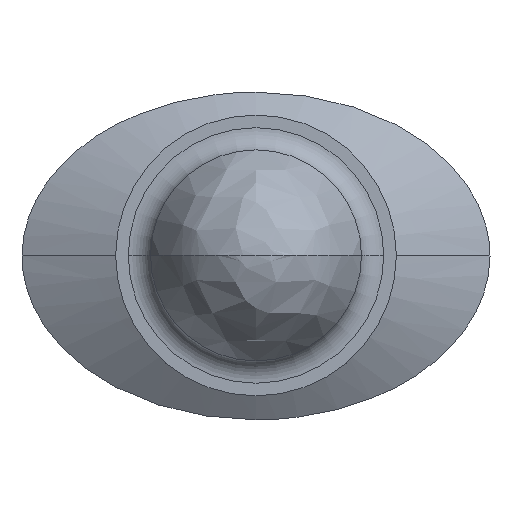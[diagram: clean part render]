
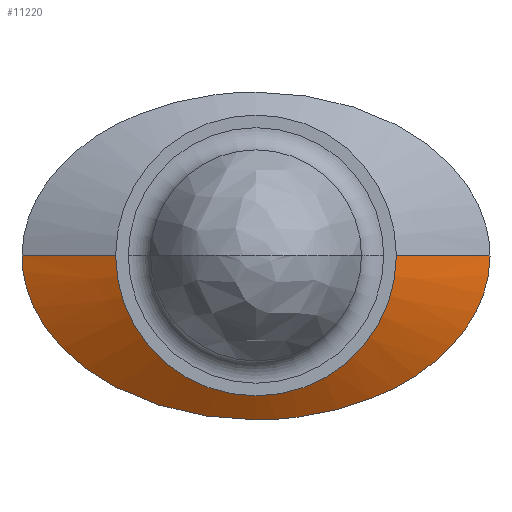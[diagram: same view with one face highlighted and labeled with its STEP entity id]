
A CAD part, top view. The second image highlights one B-rep face of the part: STEP entity #11220.
In plain terms, the highlighted free-form (B-spline) face has degree [3, 3] with [19, 4] control points.
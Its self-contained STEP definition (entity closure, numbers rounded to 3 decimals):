
#780=CARTESIAN_POINT('',(0.,-250.,1400.));
#790=DIRECTION('',(0.,0.914,
0.406));
#800=VECTOR('',#790,1.);
#810=LINE('',#780,#800);
#820=CARTESIAN_POINT('',(0.,-250.,1400.));
#830=VERTEX_POINT('',#820);
#840=CARTESIAN_POINT('',(0.,-25.,1500.));
#850=VERTEX_POINT('',#840);
#860=EDGE_CURVE('',#830,#850,#810,.T.);
#930=CARTESIAN_POINT('',(0.,25.,1500.));
#940=VERTEX_POINT('',#930);
#970=CARTESIAN_POINT('',(0.,250.,1400.));
#980=DIRECTION('',(0.,-0.914,
0.406));
#990=VECTOR('',#980,1.);
#1000=LINE('',#970,#990);
#1010=CARTESIAN_POINT('',(0.,250.,1400.));
#1020=VERTEX_POINT('',#1010);
#1030=EDGE_CURVE('',#1020,#940,#1000,.T.);
#2390=CARTESIAN_POINT('',(-175.,0.,1400.));
#2400=VERTEX_POINT('',#2390);
#2430=CARTESIAN_POINT('',(0.,-250.,1400.));
#2440=CARTESIAN_POINT('',(-11.454,-250.,1400.));
#2450=CARTESIAN_POINT('',(-34.361,-246.777,1400.));
#2460=CARTESIAN_POINT('',(-67.401,-232.459,1400.));
#2470=CARTESIAN_POINT('',(-97.852,-209.207,1400.));
#2480=CARTESIAN_POINT('',(-124.541,-177.916,1400.));
#2490=CARTESIAN_POINT('',(-146.445,-139.788,1400.));
#2500=CARTESIAN_POINT('',(-162.721,-96.288,1400.));
#2510=CARTESIAN_POINT('',(-172.744,-49.087,1400.));
#2520=CARTESIAN_POINT('',(-175.,-16.362,1400.));
#2530=CARTESIAN_POINT('',(-175.,0.,1400.));
#2540=B_SPLINE_CURVE_WITH_KNOTS('',3,(#2430,#2440,#2450,#2460,#2470,
#2480,#2490,#2500,#2510,#2520,#2530),.UNSPECIFIED.,.F.,.F.,(4,1,1,1,1,1,
1,1,4),(0.,0.125,0.25,0.375,0.5,0.625,0.75,0.875,1.),.UNSPECIFIED.);
#2550=EDGE_CURVE('',#830,#2400,#2540,.T.);
#8120=CARTESIAN_POINT('',(-175.,0.,1400.));
#8130=CARTESIAN_POINT('',(-175.,16.362,1400.));
#8140=CARTESIAN_POINT('',(-172.744,49.087,1400.));
#8150=CARTESIAN_POINT('',(-162.721,96.288,1400.));
#8160=CARTESIAN_POINT('',(-146.445,139.788,1400.));
#8170=CARTESIAN_POINT('',(-124.541,177.916,1400.));
#8180=CARTESIAN_POINT('',(-97.852,209.207,1400.));
#8190=CARTESIAN_POINT('',(-67.401,232.459,1400.));
#8200=CARTESIAN_POINT('',(-34.361,246.777,1400.));
#8210=CARTESIAN_POINT('',(-11.454,250.,1400.));
#8220=CARTESIAN_POINT('',(0.,250.,1400.));
#8230=B_SPLINE_CURVE_WITH_KNOTS('',3,(#8120,#8130,#8140,#8150,#8160,
#8170,#8180,#8190,#8200,#8210,#8220),.UNSPECIFIED.,.F.,.F.,(4,1,1,1,1,1,
1,1,4),(0.,0.125,0.25,0.375,0.5,0.625,0.75,0.875,1.),.UNSPECIFIED.);
#8240=EDGE_CURVE('',#2400,#1020,#8230,.T.);
#10320=CARTESIAN_POINT('',(0.,250.,1400.));
#10330=CARTESIAN_POINT('',(-11.454,250.,1400.));
#10340=CARTESIAN_POINT('',(-34.361,246.777,1400.));
#10350=CARTESIAN_POINT('',(-67.401,232.459,1400.));
#10360=CARTESIAN_POINT('',(-97.852,209.207,1400.));
#10370=CARTESIAN_POINT('',(-124.541,177.916,1400.));
#10380=CARTESIAN_POINT('',(-146.445,139.788,1400.));
#10390=CARTESIAN_POINT('',(-162.721,96.288,1400.));
#10400=CARTESIAN_POINT('',(-172.744,49.087,1400.));
#10410=CARTESIAN_POINT('',(-176.128,0.,1400.
));
#10420=CARTESIAN_POINT('',(-172.744,-49.087,1400.));
#10430=CARTESIAN_POINT('',(-162.721,-96.288,1400.));
#10440=CARTESIAN_POINT('',(-146.445,-139.788,1400.));
#10450=CARTESIAN_POINT('',(-124.541,-177.916,1400.));
#10460=CARTESIAN_POINT('',(-97.852,-209.207,1400.));
#10470=CARTESIAN_POINT('',(-67.401,-232.459,1400.));
#10480=CARTESIAN_POINT('',(-34.361,-246.777,1400.));
#10490=CARTESIAN_POINT('',(-11.454,-250.,1400.));
#10500=CARTESIAN_POINT('',(0.,-250.,1400.));
#10510=CARTESIAN_POINT('',(0.,175.,1433.333));
#10520=CARTESIAN_POINT('',(-8.181,175.,1433.333));
#10530=CARTESIAN_POINT('',(-24.543,172.744,
1433.333));
#10540=CARTESIAN_POINT('',(-48.144,162.721,
1433.333));
#10550=CARTESIAN_POINT('',(-69.894,146.445,
1433.333));
#10560=CARTESIAN_POINT('',(-88.958,124.541,
1433.333));
#10570=CARTESIAN_POINT('',(-104.604,97.852,
1433.333));
#10580=CARTESIAN_POINT('',(-116.229,67.401,
1433.333));
#10590=CARTESIAN_POINT('',(-123.388,34.361,
1433.333));
#10600=CARTESIAN_POINT('',(-125.806,0.,
1433.333));
#10610=CARTESIAN_POINT('',(-123.388,-34.361,
1433.333));
#10620=CARTESIAN_POINT('',(-116.229,-67.401,
1433.333));
#10630=CARTESIAN_POINT('',(-104.604,-97.852,
1433.333));
#10640=CARTESIAN_POINT('',(-88.958,-124.541,
1433.333));
#10650=CARTESIAN_POINT('',(-69.894,-146.445,
1433.333));
#10660=CARTESIAN_POINT('',(-48.144,-162.721,
1433.333));
#10670=CARTESIAN_POINT('',(-24.543,-172.744,
1433.333));
#10680=CARTESIAN_POINT('',(-8.181,-175.,1433.333));
#10690=CARTESIAN_POINT('',(0.,-175.,1433.333))
;
#10700=CARTESIAN_POINT('',(0.,100.,1466.667));
#10710=CARTESIAN_POINT('',(-4.909,100.,1466.667));
#10720=CARTESIAN_POINT('',(-14.726,98.711,
1466.667));
#10730=CARTESIAN_POINT('',(-28.886,92.984,
1466.667));
#10740=CARTESIAN_POINT('',(-41.936,83.683,
1466.667));
#10750=CARTESIAN_POINT('',(-53.375,71.166,
1466.667));
#10760=CARTESIAN_POINT('',(-62.762,55.915,
1466.667));
#10770=CARTESIAN_POINT('',(-69.738,38.515,
1466.667));
#10780=CARTESIAN_POINT('',(-74.033,19.635,
1466.667));
#10790=CARTESIAN_POINT('',(-75.483,0.,
1466.667));
#10800=CARTESIAN_POINT('',(-74.033,-19.635,
1466.667));
#10810=CARTESIAN_POINT('',(-69.738,-38.515,
1466.667));
#10820=CARTESIAN_POINT('',(-62.762,-55.915,
1466.667));
#10830=CARTESIAN_POINT('',(-53.375,-71.166,
1466.667));
#10840=CARTESIAN_POINT('',(-41.936,-83.683,
1466.667));
#10850=CARTESIAN_POINT('',(-28.886,-92.984,
1466.667));
#10860=CARTESIAN_POINT('',(-14.726,-98.711,
1466.667));
#10870=CARTESIAN_POINT('',(-4.909,-100.,1466.667));
#10880=CARTESIAN_POINT('',(0.,-100.,1466.667))
;
#10890=CARTESIAN_POINT('',(0.,25.,1500.));
#10900=CARTESIAN_POINT('',(-1.636,25.,1500.));
#10910=CARTESIAN_POINT('',(-4.909,24.678,1500.));
#10920=CARTESIAN_POINT('',(-9.629,23.246,1500.));
#10930=CARTESIAN_POINT('',(-13.979,20.921,1500.));
#10940=CARTESIAN_POINT('',(-17.792,17.792,1500.));
#10950=CARTESIAN_POINT('',(-20.921,13.979,1500.));
#10960=CARTESIAN_POINT('',(-23.246,9.629,1500.));
#10970=CARTESIAN_POINT('',(-24.678,4.909,1500.));
#10980=CARTESIAN_POINT('',(-25.161,0.,1500.)
);
#10990=CARTESIAN_POINT('',(-24.678,-4.909,1500.));
#11000=CARTESIAN_POINT('',(-23.246,-9.629,1500.));
#11010=CARTESIAN_POINT('',(-20.921,-13.979,1500.));
#11020=CARTESIAN_POINT('',(-17.792,-17.792,1500.));
#11030=CARTESIAN_POINT('',(-13.979,-20.921,1500.));
#11040=CARTESIAN_POINT('',(-9.629,-23.246,1500.));
#11050=CARTESIAN_POINT('',(-4.909,-24.678,1500.));
#11060=CARTESIAN_POINT('',(-1.636,-25.,1500.));
#11070=CARTESIAN_POINT('',(0.,-25.,1500.
));
#11080=B_SPLINE_SURFACE_WITH_KNOTS('',3,3,((#10320,#10510,#10700,#10890)
,(#10330,#10520,#10710,#10900),(#10340,#10530,#10720,#10910),(#10350,
#10540,#10730,#10920),(#10360,#10550,#10740,#10930),(#10370,#10560,
#10750,#10940),(#10380,#10570,#10760,#10950),(#10390,#10580,#10770,
#10960),(#10400,#10590,#10780,#10970),(#10410,#10600,#10790,#10980),(
#10420,#10610,#10800,#10990),(#10430,#10620,#10810,#11000),(#10440,
#10630,#10820,#11010),(#10450,#10640,#10830,#11020),(#10460,#10650,
#10840,#11030),(#10470,#10660,#10850,#11040),(#10480,#10670,#10860,
#11050),(#10490,#10680,#10870,#11060),(#10500,#10690,#10880,#11070)),
.UNSPECIFIED.,.F.,.F.,.F.,(4,1,1,1,1,1,1,1,1,1,1,1,1,1,1,1,4),(4,4),(
0.,0.063,0.125,0.188,0.25,0.313,0.375,0.438,0.5,
0.563,0.625,0.688,0.75,0.813,0.875,0.938,1.),(0.,
1.),.UNSPECIFIED.);
#11090=ORIENTED_EDGE('',*,*,#1030,.F.);
#11100=CARTESIAN_POINT('',(0.,0.,
1500.));
#11110=DIRECTION('',(-0.,0.,-1.));
#11120=DIRECTION('',(0.,-1.,0.));
#11130=AXIS2_PLACEMENT_3D('',#11100,#11110,#11120);
#11140=CIRCLE('',#11130,25.);
#11150=EDGE_CURVE('',#850,#940,#11140,.T.);
#11160=ORIENTED_EDGE('',*,*,#11150,.T.);
#11170=ORIENTED_EDGE('',*,*,#860,.T.);
#11180=ORIENTED_EDGE('',*,*,#2550,.F.);
#11190=ORIENTED_EDGE('',*,*,#8240,.F.);
#11200=EDGE_LOOP('',(#11190,#11180,#11170,#11160,#11090));
#11210=FACE_OUTER_BOUND('',#11200,.T.);
#11220=ADVANCED_FACE('',(#11210),#11080,.T.);
